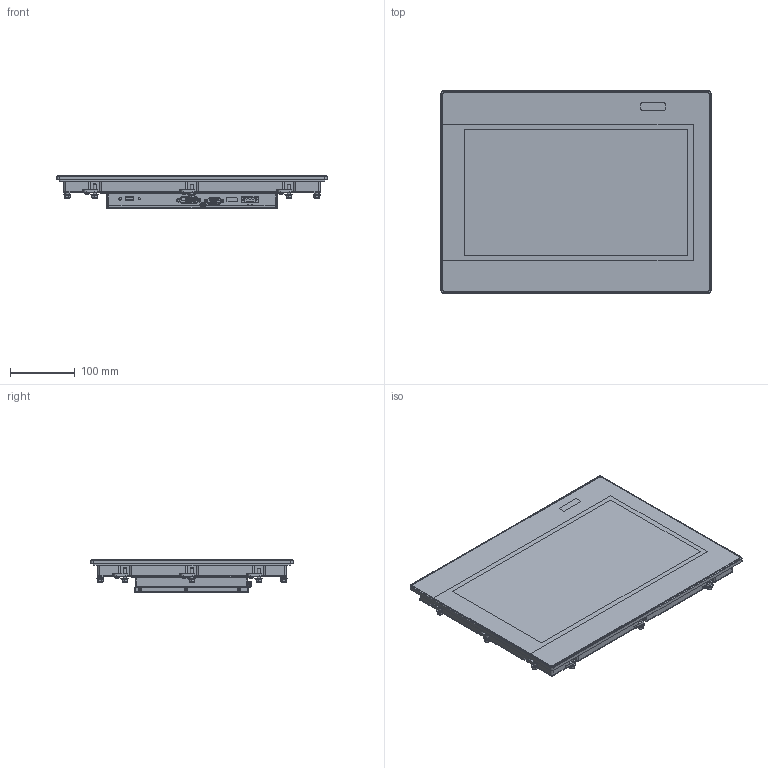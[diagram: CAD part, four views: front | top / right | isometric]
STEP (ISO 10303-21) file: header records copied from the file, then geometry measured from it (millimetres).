
FILE_DESCRIPTION (( 'STEP AP203' ), '1' );
FILE_NAME ('IPPD1600P-ASM.STEP', '2015-11-03T10:15:32', ( '' ), ( '' ), 'SwSTEP 2.0', 'SolidWorks 2013', '' );
FILE_SCHEMA (( 'CONFIG_CONTROL_DESIGN' ));
Length unit declared in the file: millimetre
Products named in the file (1): IPPD1600P-ASM
Bounding box: 417.4 x 312.4 x 52.39 mm (x, y, z)
Surface area: 551798.4 mm2 (no closed solid volume)
Topology: 0 solids, 104 shells, 1096 faces, 4318 edges, 3236 vertices
Faces by surface type: plane 606, cylinder 272, cone 100, bspline 61, torus 43, sphere 14
Full cylindrical faces by diameter (mm): 0.945 x7, 1.9 x2, 2 x2, 2.5 x13, 2.6 x2, 3.4 x1, 3.5 x2, 3.6 x1, 3.657 x5, 4 x5, 5 x12, 8 x12
Entity records: 46765 total; most frequent: CARTESIAN_POINT 12167, DIRECTION 7053, ORIENTED_EDGE 6035, EDGE_CURVE 4119, VERTEX_POINT 3185, LINE 2367, VECTOR 2367, AXIS2_PLACEMENT_3D 2343
